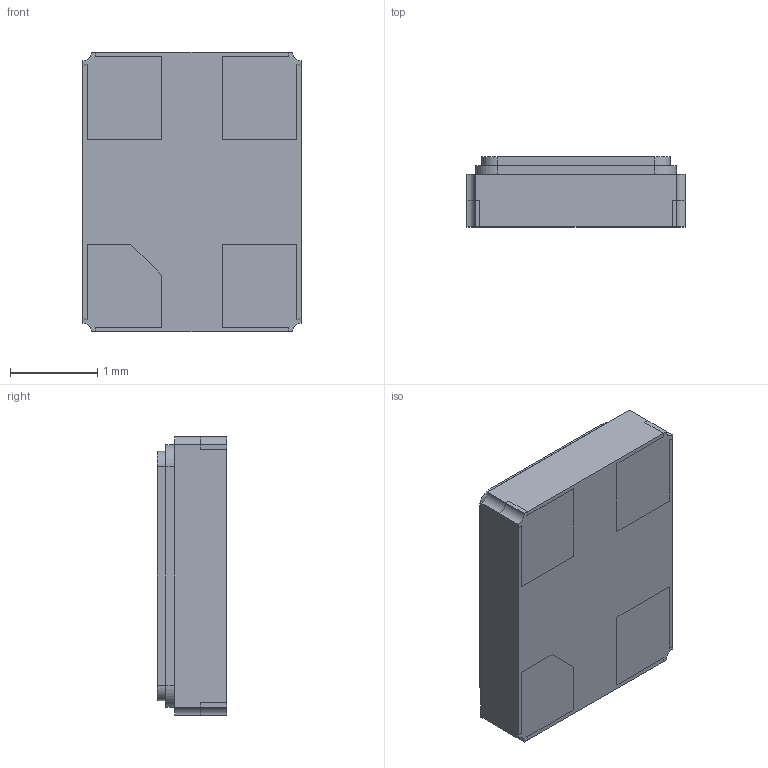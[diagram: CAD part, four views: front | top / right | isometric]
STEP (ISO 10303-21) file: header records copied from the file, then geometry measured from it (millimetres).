
FILE_DESCRIPTION (( 'STEP AP214' ), '1' );
FILE_NAME ('X322516MLB4SI.STEP', '2024-07-13T04:46:28', ( '' ), ( '' ), 'SwSTEP 2.0', 'SolidWorks 2021', '' );
FILE_SCHEMA (( 'AUTOMOTIVE_DESIGN' ));
Length unit declared in the file: millimetre
Products named in the file (1): X322516MLB4SI
Bounding box: 2.5 x 0.8 x 3.2 mm (x, y, z)
Volume: 6.1 mm3; surface area: 65.3 mm2
Topology: 7 solids, 7 shells, 104 faces, 270 edges, 180 vertices
Faces by surface type: plane 72, cylinder 32
Entity records: 3266 total; most frequent: CARTESIAN_POINT 555, DIRECTION 544, ORIENTED_EDGE 540, EDGE_CURVE 270, VECTOR 206, LINE 206, VERTEX_POINT 180, AXIS2_PLACEMENT_3D 169
